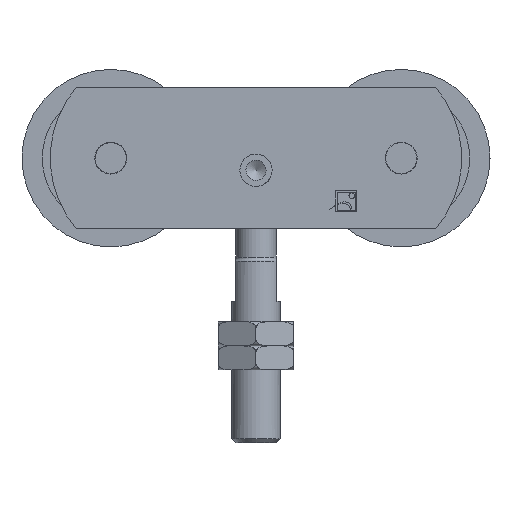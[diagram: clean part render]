
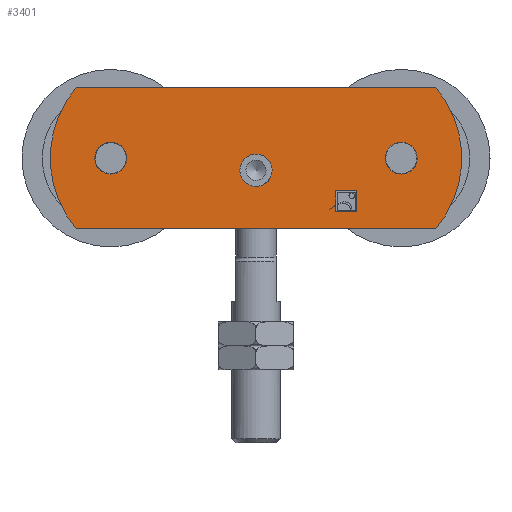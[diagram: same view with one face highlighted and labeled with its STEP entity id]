
A CAD part, front view. The second image highlights one B-rep face of the part: STEP entity #3401.
In plain terms, the highlighted face is planar.
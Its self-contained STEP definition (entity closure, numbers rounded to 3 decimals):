
#195=FACE_BOUND('',#624,.T.);
#196=FACE_BOUND('',#625,.T.);
#197=FACE_BOUND('',#626,.T.);
#198=FACE_BOUND('',#627,.T.);
#244=PLANE('',#3880);
#426=FACE_OUTER_BOUND('',#623,.T.);
#623=EDGE_LOOP('',(#2486,#2487,#2488,#2489));
#624=EDGE_LOOP('',(#2490));
#625=EDGE_LOOP('',(#2491));
#626=EDGE_LOOP('',(#2492));
#627=EDGE_LOOP('',(#2493,#2494,#2495,#2496,#2497,#2498,#2499));
#848=LINE('',#5559,#1093);
#852=LINE('',#5567,#1097);
#855=LINE('',#5573,#1100);
#860=LINE('',#5591,#1105);
#863=LINE('',#5596,#1108);
#865=LINE('',#5604,#1110);
#866=LINE('',#5607,#1111);
#1093=VECTOR('',#4406,10.);
#1097=VECTOR('',#4412,10.);
#1100=VECTOR('',#4417,10.);
#1105=VECTOR('',#4436,10.);
#1108=VECTOR('',#4441,10.);
#1110=VECTOR('',#4449,10.);
#1111=VECTOR('',#4452,10.);
#1331=CIRCLE('',#3872,10.187);
#1333=CIRCLE('',#3875,7.745);
#1335=CIRCLE('',#3881,27.);
#1336=CIRCLE('',#3882,27.);
#1337=CIRCLE('',#3883,3.95);
#1338=CIRCLE('',#3884,3.95);
#1339=CIRCLE('',#3885,3.95);
#1572=VERTEX_POINT('',#5557);
#1573=VERTEX_POINT('',#5558);
#1576=VERTEX_POINT('',#5566);
#1578=VERTEX_POINT('',#5572);
#1580=VERTEX_POINT('',#5578);
#1582=VERTEX_POINT('',#5584);
#1584=VERTEX_POINT('',#5590);
#1586=VERTEX_POINT('',#5600);
#1587=VERTEX_POINT('',#5601);
#1588=VERTEX_POINT('',#5603);
#1589=VERTEX_POINT('',#5605);
#1590=VERTEX_POINT('',#5608);
#1591=VERTEX_POINT('',#5610);
#1592=VERTEX_POINT('',#5612);
#1912=EDGE_CURVE('',#1572,#1573,#848,.T.);
#1916=EDGE_CURVE('',#1576,#1572,#852,.T.);
#1919=EDGE_CURVE('',#1578,#1576,#855,.T.);
#1922=EDGE_CURVE('',#1580,#1578,#1331,.T.);
#1925=EDGE_CURVE('',#1582,#1580,#1333,.T.);
#1928=EDGE_CURVE('',#1584,#1582,#860,.T.);
#1931=EDGE_CURVE('',#1573,#1584,#863,.T.);
#1933=EDGE_CURVE('',#1586,#1587,#1335,.T.);
#1934=EDGE_CURVE('',#1588,#1586,#865,.T.);
#1935=EDGE_CURVE('',#1589,#1588,#1336,.T.);
#1936=EDGE_CURVE('',#1587,#1589,#866,.T.);
#1937=EDGE_CURVE('',#1590,#1590,#1337,.T.);
#1938=EDGE_CURVE('',#1591,#1591,#1338,.T.);
#1939=EDGE_CURVE('',#1592,#1592,#1339,.T.);
#2486=ORIENTED_EDGE('',*,*,#1933,.F.);
#2487=ORIENTED_EDGE('',*,*,#1934,.F.);
#2488=ORIENTED_EDGE('',*,*,#1935,.F.);
#2489=ORIENTED_EDGE('',*,*,#1936,.F.);
#2490=ORIENTED_EDGE('',*,*,#1937,.T.);
#2491=ORIENTED_EDGE('',*,*,#1938,.T.);
#2492=ORIENTED_EDGE('',*,*,#1939,.T.);
#2493=ORIENTED_EDGE('',*,*,#1912,.T.);
#2494=ORIENTED_EDGE('',*,*,#1931,.T.);
#2495=ORIENTED_EDGE('',*,*,#1928,.T.);
#2496=ORIENTED_EDGE('',*,*,#1925,.T.);
#2497=ORIENTED_EDGE('',*,*,#1922,.T.);
#2498=ORIENTED_EDGE('',*,*,#1919,.T.);
#2499=ORIENTED_EDGE('',*,*,#1916,.T.);
#3401=ADVANCED_FACE('',(#426,#195,#196,#197,#198),#244,.F.);
#3872=AXIS2_PLACEMENT_3D('',#5579,#4422,#4423);
#3875=AXIS2_PLACEMENT_3D('',#5585,#4429,#4430);
#3880=AXIS2_PLACEMENT_3D('',#5599,#4445,#4446);
#3881=AXIS2_PLACEMENT_3D('',#5602,#4447,#4448);
#3882=AXIS2_PLACEMENT_3D('',#5606,#4450,#4451);
#3883=AXIS2_PLACEMENT_3D('',#5609,#4453,#4454);
#3884=AXIS2_PLACEMENT_3D('',#5611,#4455,#4456);
#3885=AXIS2_PLACEMENT_3D('',#5613,#4457,#4458);
#4406=DIRECTION('',(0.,-1.,0.));
#4412=DIRECTION('',(-1.,0.,0.));
#4417=DIRECTION('',(0.,1.,0.));
#4422=DIRECTION('center_axis',(0.,0.,1.));
#4423=DIRECTION('ref_axis',(0.451,0.893,0.));
#4429=DIRECTION('center_axis',(0.,0.,-1.));
#4430=DIRECTION('ref_axis',(-0.374,-0.927,0.));
#4436=DIRECTION('',(0.,1.,0.));
#4441=DIRECTION('',(1.,0.,0.));
#4445=DIRECTION('center_axis',(0.,0.,1.));
#4446=DIRECTION('ref_axis',(1.,0.,0.));
#4447=DIRECTION('center_axis',(0.,0.,1.));
#4448=DIRECTION('ref_axis',(-0.762,0.648,0.));
#4449=DIRECTION('',(-1.,0.,0.));
#4450=DIRECTION('center_axis',(0.,0.,1.));
#4451=DIRECTION('ref_axis',(0.762,-0.648,0.));
#4452=DIRECTION('',(1.,0.,0.));
#4453=DIRECTION('center_axis',(0.,0.,1.));
#4454=DIRECTION('ref_axis',(1.,0.,0.));
#4455=DIRECTION('center_axis',(0.,0.,1.));
#4456=DIRECTION('ref_axis',(1.,0.,0.));
#4457=DIRECTION('center_axis',(0.,0.,1.));
#4458=DIRECTION('ref_axis',(1.,0.,0.));
#5557=CARTESIAN_POINT('',(-43.116,2.879,0.));
#5558=CARTESIAN_POINT('',(-43.116,-2.371,0.));
#5559=CARTESIAN_POINT('',(-43.116,6.903,0.));
#5566=CARTESIAN_POINT('',(-37.866,2.879,0.));
#5567=CARTESIAN_POINT('',(-27.991,2.879,0.));
#5572=CARTESIAN_POINT('',(-37.866,-0.754,0.));
#5573=CARTESIAN_POINT('',(-37.866,5.087,0.));
#5578=CARTESIAN_POINT('',(-36.29,-1.84,0.));
#5579=CARTESIAN_POINT('Origin',(-42.832,-9.648,0.));
#5584=CARTESIAN_POINT('',(-37.866,-0.86,0.));
#5585=CARTESIAN_POINT('Origin',(-41.139,-7.879,0.));
#5590=CARTESIAN_POINT('',(-37.866,-2.371,0.));
#5591=CARTESIAN_POINT('',(-37.866,4.278,0.));
#5596=CARTESIAN_POINT('',(-30.616,-2.371,0.));
#5599=CARTESIAN_POINT('Origin',(-18.116,10.928,0.));
#5600=CARTESIAN_POINT('',(-62.676,28.428,0.));
#5601=CARTESIAN_POINT('',(-62.676,-6.572,0.));
#5602=CARTESIAN_POINT('Origin',(-42.116,10.928,0.));
#5603=CARTESIAN_POINT('',(26.445,28.428,0.));
#5604=CARTESIAN_POINT('',(26.445,28.428,0.));
#5605=CARTESIAN_POINT('',(26.445,-6.572,0.));
#5606=CARTESIAN_POINT('Origin',(5.884,10.928,0.));
#5607=CARTESIAN_POINT('',(-62.676,-6.572,0.));
#5608=CARTESIAN_POINT('',(-22.066,7.928,0.));
#5609=CARTESIAN_POINT('Origin',(-18.116,7.928,0.));
#5610=CARTESIAN_POINT('',(-58.066,10.928,0.));
#5611=CARTESIAN_POINT('Origin',(-54.116,10.928,0.));
#5612=CARTESIAN_POINT('',(13.934,10.928,0.));
#5613=CARTESIAN_POINT('Origin',(17.884,10.928,0.));
